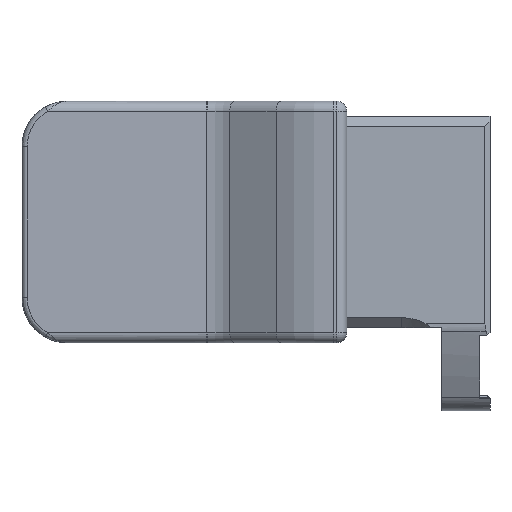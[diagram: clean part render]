
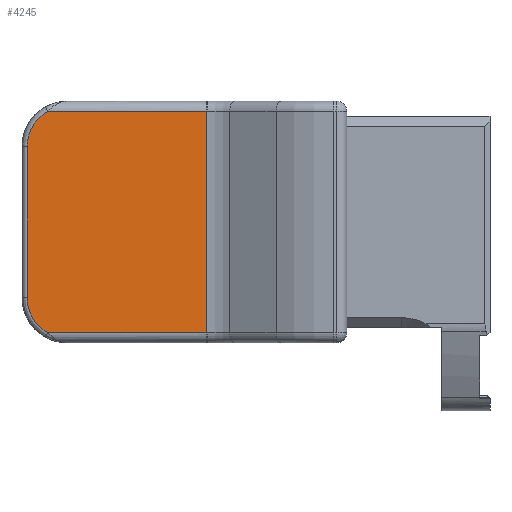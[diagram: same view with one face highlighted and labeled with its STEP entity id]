
A CAD part, top view. The second image highlights one B-rep face of the part: STEP entity #4245.
In plain terms, the highlighted planar face has unit normal (0.005, 0, 1).
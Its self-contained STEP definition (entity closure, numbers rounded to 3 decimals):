
#144 = VERTEX_POINT ( 'NONE', #4474 ) ;
#300 = ORIENTED_EDGE ( 'NONE', *, *, #4649, .T. ) ;
#390 = EDGE_CURVE ( 'NONE', #10419, #2794, #6381, .T. ) ;
#530 =( BOUNDED_CURVE ( )  B_SPLINE_CURVE ( 3, ( #990, #3827, #6430, #8029 ),
 .UNSPECIFIED., .F., .F. ) 
 B_SPLINE_CURVE_WITH_KNOTS ( ( 4, 4 ),
 ( 0., 1.065 ),
 .UNSPECIFIED. ) 
 CURVE ( )  GEOMETRIC_REPRESENTATION_ITEM ( )  RATIONAL_B_SPLINE_CURVE ( ( 1., 0.908, 0.908, 1. ) ) 
 REPRESENTATION_ITEM ( '' )  );
#735 = CARTESIAN_POINT ( 'NONE',  ( -0.997, -12., 13.583 ) ) ;
#745 = ORIENTED_EDGE ( 'NONE', *, *, #3809, .T. ) ;
#990 = CARTESIAN_POINT ( 'NONE',  ( -0.997, -7.5, 13.583 ) ) ;
#1073 = VECTOR ( 'NONE', #4781, 1000. ) ;
#1263 = FACE_OUTER_BOUND ( 'NONE', #2761, .T. ) ;
#1425 = CARTESIAN_POINT ( 'NONE',  ( 16.868, -12., 13.486 ) ) ;
#1471 = AXIS2_PLACEMENT_3D ( 'NONE', #10852, #11017, #2139 ) ;
#1578 = CARTESIAN_POINT ( 'NONE',  ( -0.239, 10.278, 13.579 ) ) ;
#1718 = CARTESIAN_POINT ( 'NONE',  ( 16.868, 11., 13.486 ) ) ;
#1934 = EDGE_CURVE ( 'NONE', #2794, #144, #5894, .T. ) ;
#2139 = DIRECTION ( 'NONE',  ( -1., 0., 0.005 ) ) ;
#2629 = CARTESIAN_POINT ( 'NONE',  ( 16.868, -11., 13.486 ) ) ;
#2761 = EDGE_LOOP ( 'NONE', ( #9838, #745, #300, #2821, #3315, #7275 ) ) ;
#2794 = VERTEX_POINT ( 'NONE', #10459 ) ;
#2821 = ORIENTED_EDGE ( 'NONE', *, *, #5976, .T. ) ;
#3133 = VERTEX_POINT ( 'NONE', #7725 ) ;
#3315 = ORIENTED_EDGE ( 'NONE', *, *, #6113, .T. ) ;
#3743 = DIRECTION ( 'NONE',  ( 1., 0., -0.005 ) ) ;
#3809 = EDGE_CURVE ( 'NONE', #144, #3133, #530, .T. ) ;
#3827 = CARTESIAN_POINT ( 'NONE',  ( -0.997, -8.992, 13.583 ) ) ;
#4245 = ADVANCED_FACE ( 'NONE', ( #1263 ), #7487, .F. ) ;
#4276 = DIRECTION ( 'NONE',  ( 0., -1., 0. ) ) ;
#4403 = CARTESIAN_POINT ( 'NONE',  ( 16.868, 11., 13.486 ) ) ;
#4474 = CARTESIAN_POINT ( 'NONE',  ( -0.997, -7.5, 13.583 ) ) ;
#4649 = EDGE_CURVE ( 'NONE', #3133, #6597, #8937, .T. ) ;
#4781 = DIRECTION ( 'NONE',  ( 0., 1., 0. ) ) ;
#4997 = VECTOR ( 'NONE', #5247, 1000. ) ;
#5079 = LINE ( 'NONE', #1718, #4997 ) ;
#5104 = CARTESIAN_POINT ( 'NONE',  ( -0.997, 7.5, 13.583 ) ) ;
#5247 = DIRECTION ( 'NONE',  ( -1., 0., 0.005 ) ) ;
#5724 = VECTOR ( 'NONE', #3743, 1000. ) ;
#5894 = LINE ( 'NONE', #735, #10264 ) ;
#5976 = EDGE_CURVE ( 'NONE', #6597, #8216, #6696, .T. ) ;
#6113 = EDGE_CURVE ( 'NONE', #8216, #10419, #5079, .T. ) ;
#6381 =( BOUNDED_CURVE ( )  B_SPLINE_CURVE ( 3, ( #7683, #1578, #9592, #5104 ),
 .UNSPECIFIED., .F., .F. ) 
 B_SPLINE_CURVE_WITH_KNOTS ( ( 4, 4 ),
 ( 5.218, 6.283 ),
 .UNSPECIFIED. ) 
 CURVE ( )  GEOMETRIC_REPRESENTATION_ITEM ( )  RATIONAL_B_SPLINE_CURVE ( ( 1., 0.908, 0.908, 1. ) ) 
 REPRESENTATION_ITEM ( '' )  );
#6430 = CARTESIAN_POINT ( 'NONE',  ( -0.239, -10.278, 13.579 ) ) ;
#6597 = VERTEX_POINT ( 'NONE', #2629 ) ;
#6696 = LINE ( 'NONE', #1425, #1073 ) ;
#7275 = ORIENTED_EDGE ( 'NONE', *, *, #390, .T. ) ;
#7487 = PLANE ( 'NONE',  #1471 ) ;
#7683 = CARTESIAN_POINT ( 'NONE',  ( 1.066, 11., 13.572 ) ) ;
#7725 = CARTESIAN_POINT ( 'NONE',  ( 1.066, -11., 13.572 ) ) ;
#8029 = CARTESIAN_POINT ( 'NONE',  ( 1.066, -11., 13.572 ) ) ;
#8124 = CARTESIAN_POINT ( 'NONE',  ( 16.868, -11., 13.486 ) ) ;
#8216 = VERTEX_POINT ( 'NONE', #4403 ) ;
#8472 = CARTESIAN_POINT ( 'NONE',  ( 1.066, 11., 13.572 ) ) ;
#8937 = LINE ( 'NONE', #8124, #5724 ) ;
#9592 = CARTESIAN_POINT ( 'NONE',  ( -0.997, 8.992, 13.583 ) ) ;
#9838 = ORIENTED_EDGE ( 'NONE', *, *, #1934, .T. ) ;
#10264 = VECTOR ( 'NONE', #4276, 1000. ) ;
#10419 = VERTEX_POINT ( 'NONE', #8472 ) ;
#10459 = CARTESIAN_POINT ( 'NONE',  ( -0.997, 7.5, 13.583 ) ) ;
#10852 = CARTESIAN_POINT ( 'NONE',  ( 16.868, -12., 13.486 ) ) ;
#11017 = DIRECTION ( 'NONE',  ( -0.005, 0., -1. ) ) ;
